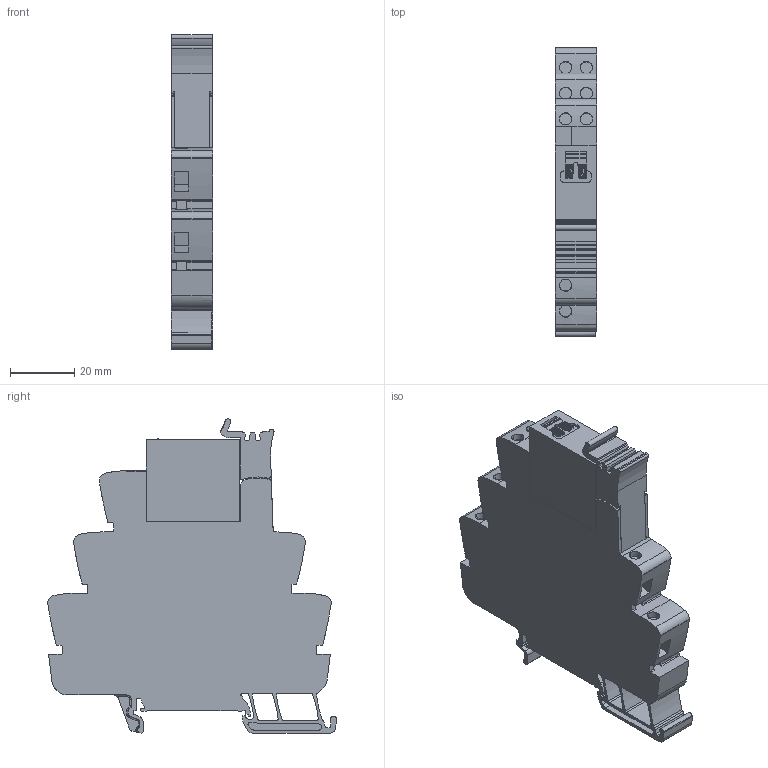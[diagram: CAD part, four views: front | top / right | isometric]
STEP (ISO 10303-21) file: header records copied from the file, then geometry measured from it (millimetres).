
FILE_DESCRIPTION(('CATIA V5 STEP Exchange','CAx-IF Rec.Pracs.--- Model Styling and Organization---1.4--- 2014-01-23'),'2;1');
FILE_NAME ('D1602958_0_2988430000_S3D_TRS_XXX_UC_2CO_PB.stp','2024-02-27T10:07:01+00:00',('none'),('Weidmueller'),'CATIA Version 5-6 Release 2016 SP3 HF44','CATIA V5 STEP AP214','none');
FILE_SCHEMA(('AUTOMOTIVE_DESIGN { 1 0 10303 214 1 1 1 1 }'));
Length unit declared in the file: millimetre
Products named in the file (1): S3D_TRS_XXX_UC_2CO_PB
Bounding box: 12.8 x 89.55 x 97.6 mm (x, y, z)
Volume: 69197.3 mm3; surface area: 22108.1 mm2
Topology: 1 solids, 1 shells, 622 faces, 1883 edges, 1273 vertices
Faces by surface type: plane 354, cylinder 228, extrusion 22, bspline 9, torus 5, sphere 4
Entity records: 22751 total; most frequent: CARTESIAN_POINT 6270, ORIENTED_EDGE 3754, DIRECTION 2526, EDGE_CURVE 1877, VECTOR 1341, LINE 1319, VERTEX_POINT 1273, AXIS2_PLACEMENT_3D 801
